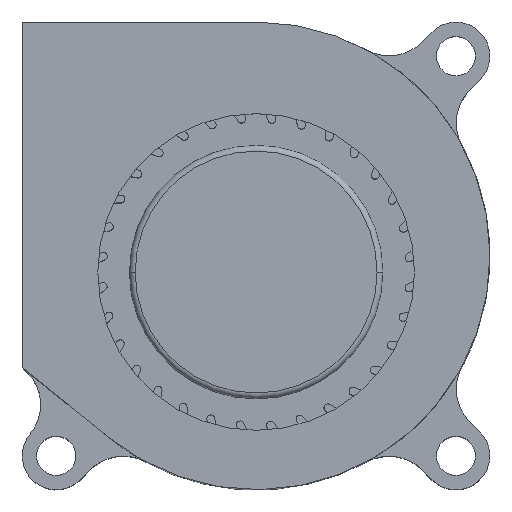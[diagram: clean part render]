
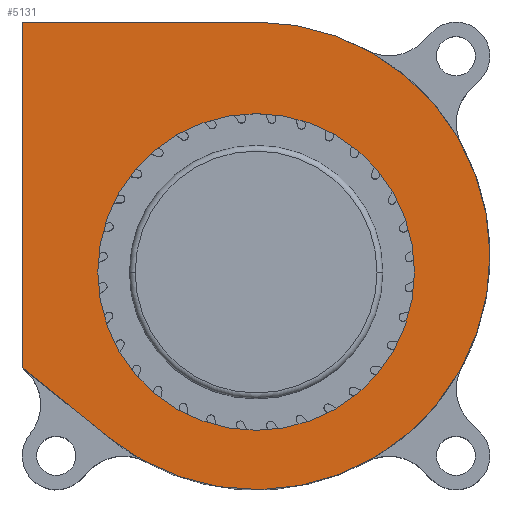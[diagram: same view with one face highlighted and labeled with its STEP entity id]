
A CAD part, top view. The second image highlights one B-rep face of the part: STEP entity #5131.
In plain terms, the highlighted planar face has unit normal (0, 0, 1).
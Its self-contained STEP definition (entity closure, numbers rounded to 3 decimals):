
#314 = DIRECTION ( 'NONE',  ( 1., 0., 0. ) ) ;
#318 = DIRECTION ( 'NONE',  ( 1., 0., 0. ) ) ;
#419 = LINE ( 'NONE', #7961, #7013 ) ;
#524 = VERTEX_POINT ( 'NONE', #1067 ) ;
#624 = DIRECTION ( 'NONE',  ( 0., -1., 0. ) ) ;
#847 = VERTEX_POINT ( 'NONE', #10695 ) ;
#1067 = CARTESIAN_POINT ( 'NONE',  ( 0., 21.702, 19.6 ) ) ;
#1167 = FACE_OUTER_BOUND ( 'NONE', #5957, .T. ) ;
#1870 = AXIS2_PLACEMENT_3D ( 'NONE', #9882, #4932, #10707 ) ;
#1955 = CARTESIAN_POINT ( 'NONE',  ( -20.319, -8.298, 19.6 ) ) ;
#2516 = CIRCLE ( 'NONE', #6792, 13.748 ) ;
#2587 = CIRCLE ( 'NONE', #9336, 13.748 ) ;
#2940 = ORIENTED_EDGE ( 'NONE', *, *, #9060, .T. ) ;
#2966 = VERTEX_POINT ( 'NONE', #1955 ) ;
#3187 = VECTOR ( 'NONE', #624, 1000. ) ;
#3455 = ORIENTED_EDGE ( 'NONE', *, *, #9906, .F. ) ;
#4643 = DIRECTION ( 'NONE',  ( 1., 0., 0. ) ) ;
#4759 = VERTEX_POINT ( 'NONE', #7843 ) ;
#4906 = CARTESIAN_POINT ( 'NONE',  ( 0., 0., 19.6 ) ) ;
#4932 = DIRECTION ( 'NONE',  ( 0., 0., 1. ) ) ;
#5131 = ADVANCED_FACE ( 'NONE', ( #1167, #7507 ), #9371, .T. ) ;
#5218 = ORIENTED_EDGE ( 'NONE', *, *, #9777, .T. ) ;
#5280 = DIRECTION ( 'NONE',  ( 0., 0., 1. ) ) ;
#5282 = DIRECTION ( 'NONE',  ( 0., 0., 1. ) ) ;
#5734 = DIRECTION ( 'NONE',  ( 1., 0., 0. ) ) ;
#5888 = ORIENTED_EDGE ( 'NONE', *, *, #6045, .F. ) ;
#5957 = EDGE_LOOP ( 'NONE', ( #9062, #5983, #5218, #2940 ) ) ;
#5983 = ORIENTED_EDGE ( 'NONE', *, *, #7966, .T. ) ;
#5999 = LINE ( 'NONE', #6244, #7942 ) ;
#6045 = EDGE_CURVE ( 'NONE', #4759, #7879, #2587, .T. ) ;
#6073 = CARTESIAN_POINT ( 'NONE',  ( 0., 0., 19.6 ) ) ;
#6244 = CARTESIAN_POINT ( 'NONE',  ( -12.048, -14.959, 19.6 ) ) ;
#6384 = CARTESIAN_POINT ( 'NONE',  ( -20.319, 0., 19.6 ) ) ;
#6512 = CIRCLE ( 'NONE', #1870, 20.3 ) ;
#6792 = AXIS2_PLACEMENT_3D ( 'NONE', #4906, #10676, #5734 ) ;
#7013 = VECTOR ( 'NONE', #4643, 1000. ) ;
#7507 = FACE_BOUND ( 'NONE', #7965, .T. ) ;
#7571 = LINE ( 'NONE', #6384, #3187 ) ;
#7843 = CARTESIAN_POINT ( 'NONE',  ( 13.748, 0., 19.6 ) ) ;
#7879 = VERTEX_POINT ( 'NONE', #9593 ) ;
#7897 = DIRECTION ( 'NONE',  ( 0.779, -0.627, 0. ) ) ;
#7942 = VECTOR ( 'NONE', #7897, 1000. ) ;
#7961 = CARTESIAN_POINT ( 'NONE',  ( 0., 21.702, 19.6 ) ) ;
#7965 = EDGE_LOOP ( 'NONE', ( #5888, #3455 ) ) ;
#7966 = EDGE_CURVE ( 'NONE', #8461, #2966, #7571, .T. ) ;
#8461 = VERTEX_POINT ( 'NONE', #9812 ) ;
#9060 = EDGE_CURVE ( 'NONE', #847, #524, #6512, .T. ) ;
#9062 = ORIENTED_EDGE ( 'NONE', *, *, #9439, .F. ) ;
#9336 = AXIS2_PLACEMENT_3D ( 'NONE', #10218, #5280, #314 ) ;
#9371 = PLANE ( 'NONE',  #10518 ) ;
#9439 = EDGE_CURVE ( 'NONE', #8461, #524, #419, .T. ) ;
#9593 = CARTESIAN_POINT ( 'NONE',  ( -13.748, 0., 19.6 ) ) ;
#9777 = EDGE_CURVE ( 'NONE', #2966, #847, #5999, .T. ) ;
#9812 = CARTESIAN_POINT ( 'NONE',  ( -20.319, 21.702, 19.6 ) ) ;
#9882 = CARTESIAN_POINT ( 'NONE',  ( 0., 1.402, 19.6 ) ) ;
#9906 = EDGE_CURVE ( 'NONE', #7879, #4759, #2516, .T. ) ;
#10218 = CARTESIAN_POINT ( 'NONE',  ( 0., 0., 19.6 ) ) ;
#10518 = AXIS2_PLACEMENT_3D ( 'NONE', #6073, #5282, #318 ) ;
#10676 = DIRECTION ( 'NONE',  ( 0., 0., 1. ) ) ;
#10695 = CARTESIAN_POINT ( 'NONE',  ( -12.734, -14.407, 19.6 ) ) ;
#10707 = DIRECTION ( 'NONE',  ( 1., 0., 0. ) ) ;
